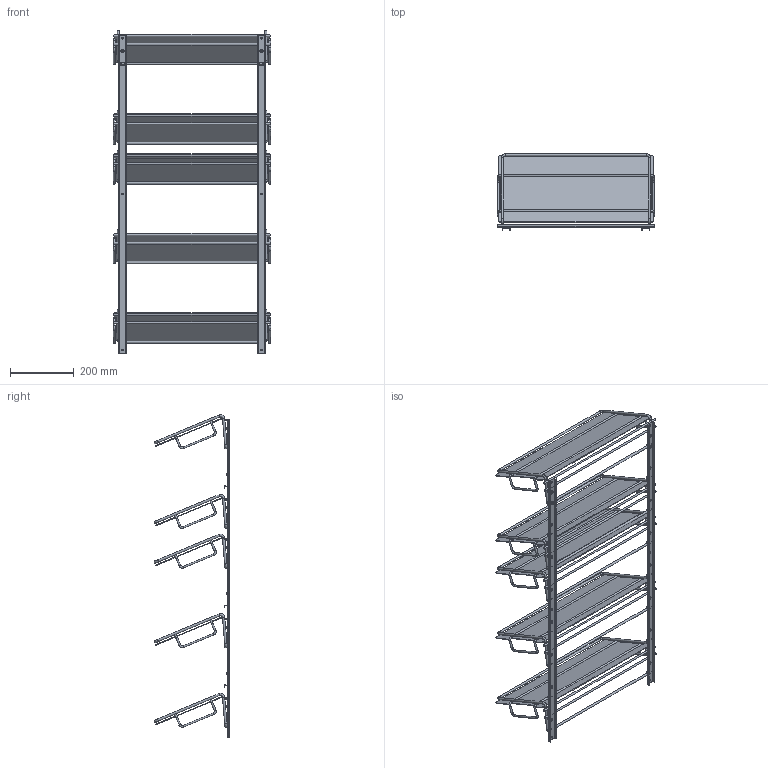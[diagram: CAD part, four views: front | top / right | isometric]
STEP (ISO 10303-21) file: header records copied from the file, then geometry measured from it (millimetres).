
FILE_DESCRIPTION((''),'2;1');
FILE_NAME('39123014_KIT SUPPORT PORTE-CHAUSSURES.stp','2021-07-19T13:45:10',('rguerrero'),(''),'Autodesk Inventor 2010','Autodesk Inventor 2010','');
FILE_SCHEMA(('AUTOMOTIVE_DESIGN { 1 0 10303 214 1 1 1 1 }'));
Length unit declared in the file: metre
Products named in the file (8): 39123014_KIT SUPPORT PORTE-CHAUSSURES; Barra Soporte; zapatero con base; base lisa ZAPATERO; CM90140; CM90140_1; CM90140_2; CM90140_3
Assembly tree (12 placements, depth 3):
  39123014_KIT SUPPORT PORTE-CHAUSSURES
    Barra Soporte  x2
    zapatero con base  x5
      base lisa ZAPATERO
      CM90140
      CM90140_1
      CM90140_2
      CM90140_3
Bounding box: 494 x 238.15 x 1013.42 mm (x, y, z)
Volume: 1542834.4 mm3; surface area: 1642689.3 mm2
Topology: 41 solids, 41 shells, 672 faces, 1534 edges, 956 vertices
Faces by surface type: plane 274, cylinder 240, torus 88, cone 38, bspline 32
Full cylindrical faces by diameter (mm): 5.4 x6, 5.8 x50, 7 x30
Entity records: 7142 total; most frequent: CARTESIAN_POINT 1511, DIRECTION 1181, ORIENTED_EDGE 966, EDGE_CURVE 483, AXIS2_PLACEMENT_3D 454, VERTEX_POINT 352, EDGE_LOOP 335, VECTOR 273
